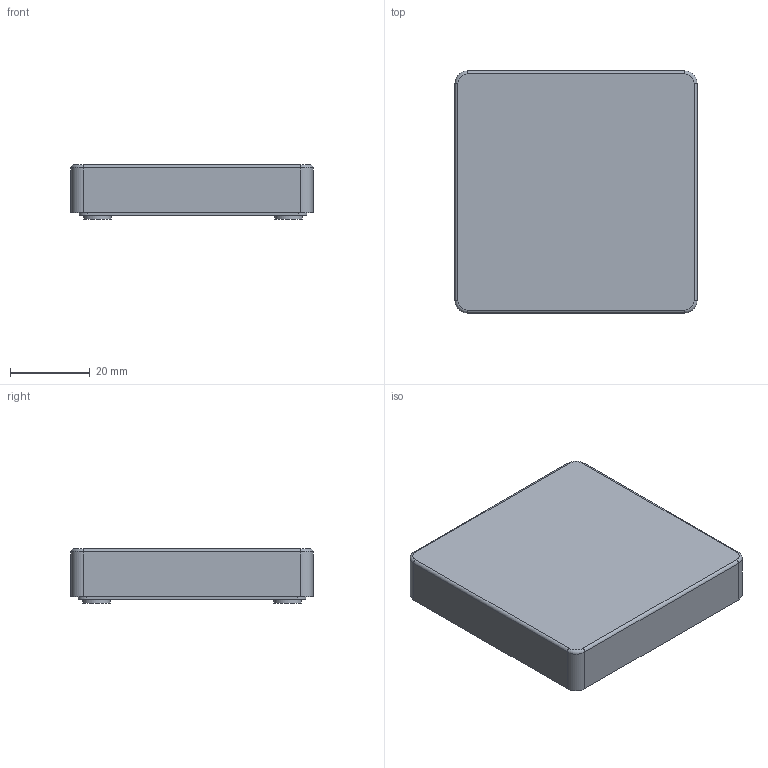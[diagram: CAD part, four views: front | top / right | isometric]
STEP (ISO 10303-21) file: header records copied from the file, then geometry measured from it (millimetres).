
FILE_DESCRIPTION(/* description */ (''),/* implementation_level */ '2;1');
FILE_NAME(/* name */ 'espresso_scale.step',/* time_stamp */ '2023-03-28T23:58:26-04:00',/* author */ (''),/* organization */ (''),/* preprocessor_version */ 'ST-DEVELOPER v19.2',/* originating_system */ 'Autodesk Translation Framework v11.17.0.187',/* authorisation */ '');
FILE_SCHEMA (('AUTOMOTIVE_DESIGN { 1 0 10303 214 3 1 1 }'));
Length unit declared in the file: millimetre
Products named in the file (6): espresso_scale; Load cell; scale_base; scale_top_mount; scale_top; foot
Assembly tree (8 placements, depth 2):
  espresso_scale
    Load cell
    scale_base
    scale_top_mount
    scale_top
    foot  x4
Bounding box: 60.72 x 60.72 x 13.55 mm (x, y, z)
Volume: 19148.2 mm3; surface area: 21963.5 mm2
Topology: 8 solids, 8 shells, 149 faces, 359 edges, 234 vertices
Faces by surface type: plane 78, cylinder 59, cone 8, torus 4
Full cylindrical faces by diameter (mm): 1.875 x4, 2.4 x4, 2.529 x4, 2.9 x4, 3.8 x1, 6.9 x4, 7 x4
Entity records: 4473 total; most frequent: DIRECTION 786, CARTESIAN_POINT 732, ORIENTED_EDGE 700, EDGE_CURVE 350, AXIS2_PLACEMENT_3D 282, VERTEX_POINT 228, LINE 222, VECTOR 222
